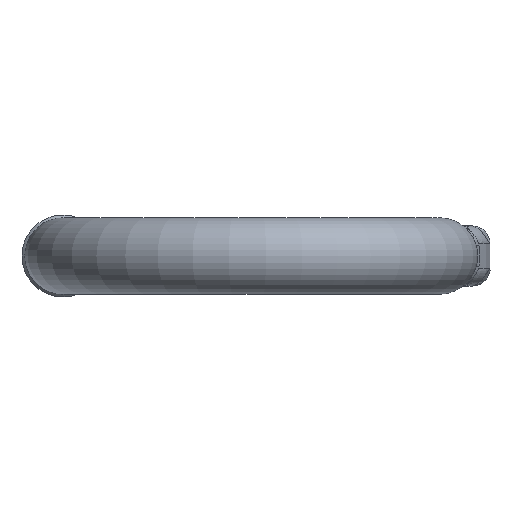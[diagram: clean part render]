
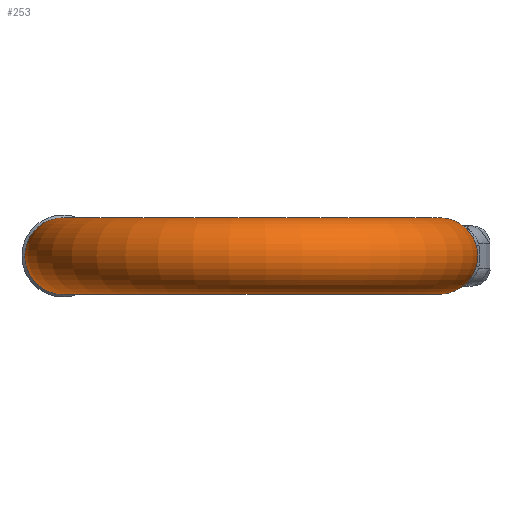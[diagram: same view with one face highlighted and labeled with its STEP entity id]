
A CAD part, front view. The second image highlights one B-rep face of the part: STEP entity #253.
In plain terms, the highlighted toroidal (fillet/blend) face has major radius 81.5 mm and minor radius 16.5 mm.
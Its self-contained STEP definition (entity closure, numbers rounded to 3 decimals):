
#132=TOROIDAL_SURFACE('',#972,81.5,16.5);
#253=ADVANCED_FACE('',(#340,#341),#132,.T.);
#340=FACE_BOUND('',#356,.T.);
#341=FACE_BOUND('',#357,.T.);
#356=EDGE_LOOP('',(#460));
#357=EDGE_LOOP('',(#461));
#460=ORIENTED_EDGE('',*,*,#811,.T.);
#461=ORIENTED_EDGE('',*,*,#777,.F.);
#697=VERTEX_POINT('',#1258);
#731=VERTEX_POINT('',#1482);
#777=EDGE_CURVE('',#697,#697,#913,.T.);
#811=EDGE_CURVE('',#731,#731,#915,.T.);
#913=CIRCLE('',#962,16.5);
#915=CIRCLE('',#970,16.5);
#962=AXIS2_PLACEMENT_3D('',#1257,#1054,#1055);
#970=AXIS2_PLACEMENT_3D('',#1481,#1078,#1079);
#972=AXIS2_PLACEMENT_3D('',#1484,#1082,#1083);
#1054=DIRECTION('',(0.,1.,0.));
#1055=DIRECTION('',(-1.,0.,0.));
#1078=DIRECTION('',(0.,-1.,0.));
#1079=DIRECTION('',(1.,0.,0.));
#1082=DIRECTION('',(0.,0.,1.));
#1083=DIRECTION('',(1.,0.,0.));
#1257=CARTESIAN_POINT('',(-81.5,-50.,0.));
#1258=CARTESIAN_POINT('',(-98.,-50.,0.));
#1481=CARTESIAN_POINT('',(81.5,-50.,0.));
#1482=CARTESIAN_POINT('',(98.,-50.,0.));
#1484=CARTESIAN_POINT('',(0.,-50.,0.));
